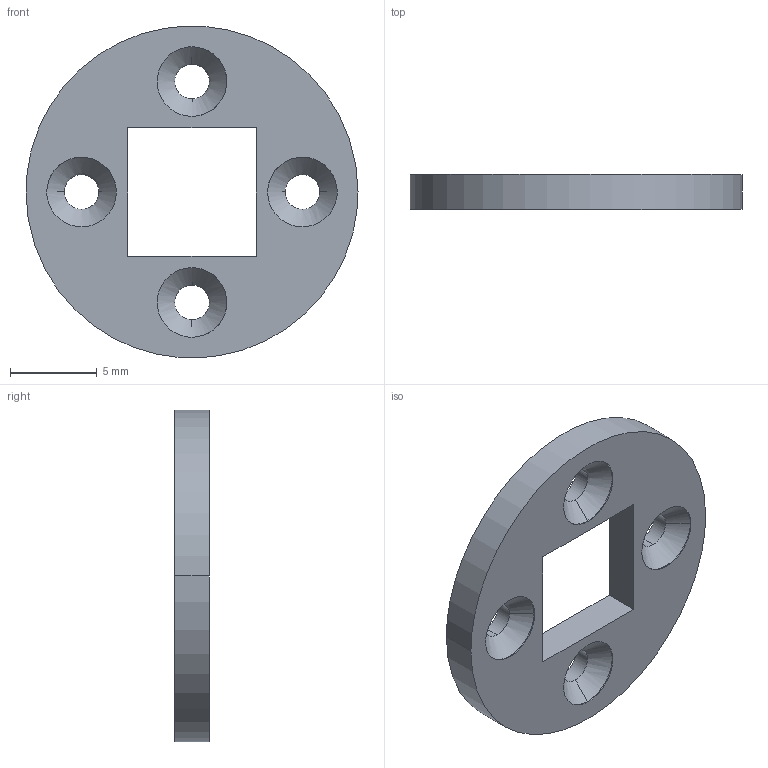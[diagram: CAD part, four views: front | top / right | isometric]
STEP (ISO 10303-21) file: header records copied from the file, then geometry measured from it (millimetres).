
FILE_DESCRIPTION(/* description */ (''),/* implementation_level */ '2;1');
FILE_NAME(/* name */ 'PM_3',/* time_stamp */ '2024-03-28T10:21:05+01:00',/* author */ (''),/* organization */ (''),/* preprocessor_version */ 'ST-DEVELOPER v16.5',/* originating_system */ 'Rhino 7.34',/* authorisation */ '');
FILE_SCHEMA (('CONFIG_CONTROL_DESIGN'));
Length unit declared in the file: millimetre
Products named in the file (1): Document
Bounding box: 19.11 x 2 x 19.09 mm (x, y, z)
Volume: 420.3 mm3; surface area: 661.9 mm2
Topology: 1 solids, 1 shells, 32 faces, 82 edges, 52 vertices
Faces by surface type: cylinder 18, bspline 8, plane 6
Entity records: 1094 total; most frequent: CARTESIAN_POINT 486, ORIENTED_EDGE 164, EDGE_CURVE 82, VERTEX_POINT 52, EDGE_LOOP 42, ADVANCED_FACE 32, FACE_OUTER_BOUND 32, B_SPLINE_CURVE_WITH_KNOTS 30
